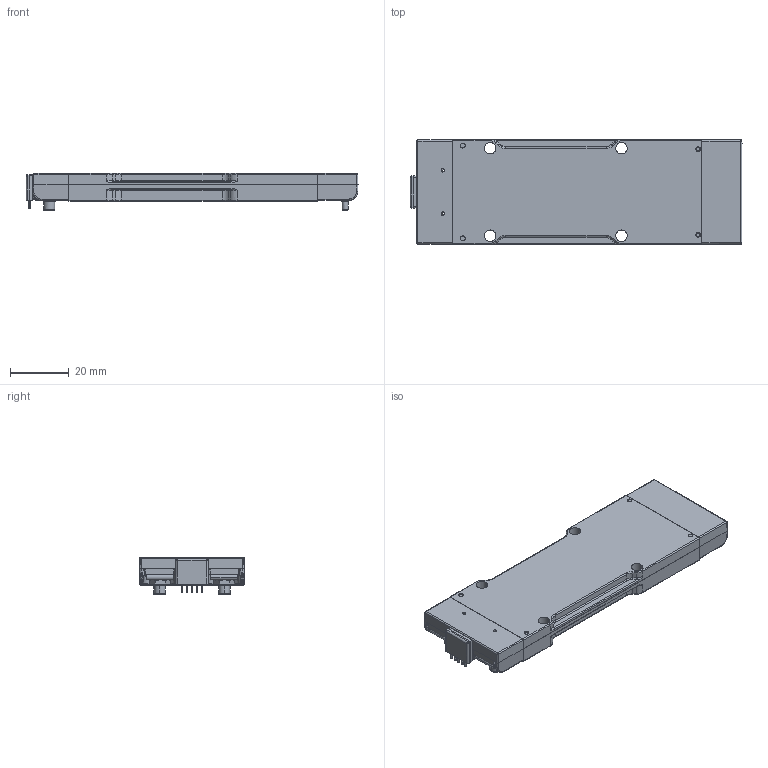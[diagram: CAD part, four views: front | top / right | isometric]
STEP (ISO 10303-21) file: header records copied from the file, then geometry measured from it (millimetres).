
FILE_DESCRIPTION (( 'STEP AP214' ), '1' );
FILE_NAME ('VIA_HV_BCM_4414_BoardMount_ShortPin W COMM.STEP', '2021-08-23T13:40:15', ( '' ), ( '' ), 'SwSTEP 2.0', 'SolidWorks 2017', '' );
FILE_SCHEMA (( 'AUTOMOTIVE_DESIGN' ));
Length unit declared in the file: inch
Products named in the file (1): VIA_HV_BCM_4414_BoardMount_ShortPin W COMM
Bounding box: 112.76 x 35.54 x 12.6 mm (x, y, z)
Volume: 34674.2 mm3; surface area: 24795.9 mm2
Topology: 37 solids, 37 shells, 1381 faces, 3511 edges, 2222 vertices
Faces by surface type: cylinder 481, plane 449, cone 305, bspline 146
Entity records: 87463 total; most frequent: CARTESIAN_POINT 43049, ORIENTED_EDGE 7022, DIRECTION 5994, EDGE_CURVE 3511, AXIS2_PLACEMENT_3D 2255, VERTEX_POINT 2222, LINE 1484, VECTOR 1484
